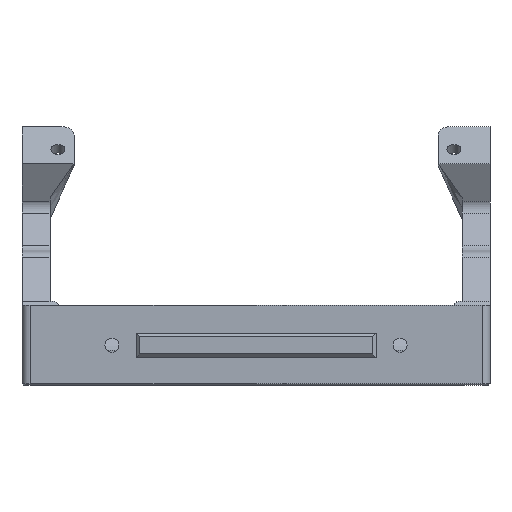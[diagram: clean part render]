
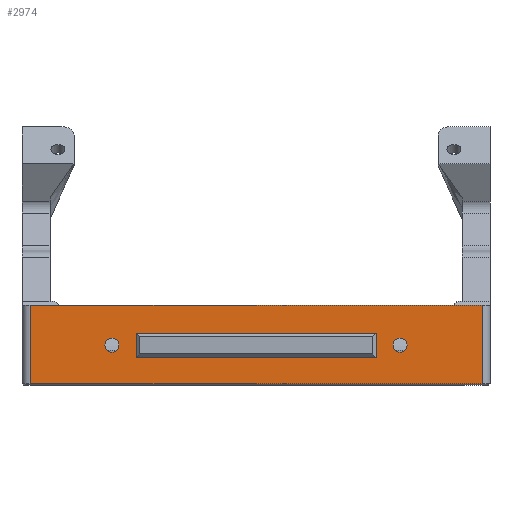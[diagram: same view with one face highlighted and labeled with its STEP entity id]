
A CAD part, front view. The second image highlights one B-rep face of the part: STEP entity #2974.
In plain terms, the highlighted planar face has unit normal (0, -1, 0).
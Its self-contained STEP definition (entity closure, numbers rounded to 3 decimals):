
#95=FACE_BOUND('',#411,.T.);
#96=FACE_BOUND('',#412,.T.);
#97=FACE_BOUND('',#413,.T.);
#153=CIRCLE('',#3170,1.75);
#154=CIRCLE('',#3171,1.75);
#249=FACE_OUTER_BOUND('',#410,.T.);
#410=EDGE_LOOP('',(#2100,#2101,#2102,#2103));
#411=EDGE_LOOP('',(#2104,#2105,#2106,#2107));
#412=EDGE_LOOP('',(#2108));
#413=EDGE_LOOP('',(#2109));
#642=LINE('',#4452,#968);
#645=LINE('',#4461,#971);
#646=LINE('',#4463,#972);
#647=LINE('',#4464,#973);
#648=LINE('',#4467,#974);
#649=LINE('',#4469,#975);
#650=LINE('',#4471,#976);
#651=LINE('',#4472,#977);
#968=VECTOR('',#3545,10.);
#971=VECTOR('',#3556,10.);
#972=VECTOR('',#3557,10.);
#973=VECTOR('',#3558,10.);
#974=VECTOR('',#3559,10.);
#975=VECTOR('',#3560,10.);
#976=VECTOR('',#3561,10.);
#977=VECTOR('',#3562,10.);
#1300=VERTEX_POINT('',#4446);
#1301=VERTEX_POINT('',#4450);
#1303=VERTEX_POINT('',#4460);
#1304=VERTEX_POINT('',#4462);
#1305=VERTEX_POINT('',#4465);
#1306=VERTEX_POINT('',#4466);
#1307=VERTEX_POINT('',#4468);
#1308=VERTEX_POINT('',#4470);
#1309=VERTEX_POINT('',#4473);
#1310=VERTEX_POINT('',#4475);
#1609=EDGE_CURVE('',#1301,#1300,#642,.T.);
#1613=EDGE_CURVE('',#1303,#1301,#645,.T.);
#1614=EDGE_CURVE('',#1304,#1303,#646,.T.);
#1615=EDGE_CURVE('',#1300,#1304,#647,.T.);
#1616=EDGE_CURVE('',#1305,#1306,#648,.T.);
#1617=EDGE_CURVE('',#1306,#1307,#649,.T.);
#1618=EDGE_CURVE('',#1307,#1308,#650,.T.);
#1619=EDGE_CURVE('',#1308,#1305,#651,.T.);
#1620=EDGE_CURVE('',#1309,#1309,#153,.T.);
#1621=EDGE_CURVE('',#1310,#1310,#154,.T.);
#2100=ORIENTED_EDGE('',*,*,#1609,.F.);
#2101=ORIENTED_EDGE('',*,*,#1613,.F.);
#2102=ORIENTED_EDGE('',*,*,#1614,.F.);
#2103=ORIENTED_EDGE('',*,*,#1615,.F.);
#2104=ORIENTED_EDGE('',*,*,#1616,.T.);
#2105=ORIENTED_EDGE('',*,*,#1617,.T.);
#2106=ORIENTED_EDGE('',*,*,#1618,.T.);
#2107=ORIENTED_EDGE('',*,*,#1619,.T.);
#2108=ORIENTED_EDGE('',*,*,#1620,.T.);
#2109=ORIENTED_EDGE('',*,*,#1621,.T.);
#2875=PLANE('',#3169);
#2974=ADVANCED_FACE('',(#249,#95,#96,#97),#2875,.T.);
#3169=AXIS2_PLACEMENT_3D('',#4459,#3554,#3555);
#3170=AXIS2_PLACEMENT_3D('',#4474,#3563,#3564);
#3171=AXIS2_PLACEMENT_3D('',#4476,#3565,#3566);
#3545=DIRECTION('',(-1.,0.,0.));
#3554=DIRECTION('center_axis',(0.,-1.,0.));
#3555=DIRECTION('ref_axis',(0.,0.,-1.));
#3556=DIRECTION('',(0.,0.,-1.));
#3557=DIRECTION('',(1.,0.,0.));
#3558=DIRECTION('',(0.,0.,1.));
#3559=DIRECTION('',(0.,0.,-1.));
#3560=DIRECTION('',(-1.,0.,0.));
#3561=DIRECTION('',(0.,0.,1.));
#3562=DIRECTION('',(1.,0.,0.));
#3563=DIRECTION('center_axis',(0.,1.,0.));
#3564=DIRECTION('ref_axis',(-1.,0.,0.));
#3565=DIRECTION('center_axis',(0.,1.,0.));
#3566=DIRECTION('ref_axis',(-1.,0.,0.));
#4446=CARTESIAN_POINT('',(2.,-66.,0.4));
#4450=CARTESIAN_POINT('',(115.,-66.,0.4));
#4452=CARTESIAN_POINT('',(0.,-66.,0.4));
#4459=CARTESIAN_POINT('Origin',(0.,-66.,20.));
#4460=CARTESIAN_POINT('',(115.,-66.,20.));
#4461=CARTESIAN_POINT('',(115.,-66.,15.));
#4462=CARTESIAN_POINT('',(2.,-66.,20.));
#4463=CARTESIAN_POINT('',(0.,-66.,20.));
#4464=CARTESIAN_POINT('',(2.,-66.,15.));
#4465=CARTESIAN_POINT('',(88.5,-66.,13.));
#4466=CARTESIAN_POINT('',(88.5,-66.,7.));
#4467=CARTESIAN_POINT('',(88.5,-66.,13.5));
#4468=CARTESIAN_POINT('',(28.5,-66.,7.));
#4469=CARTESIAN_POINT('',(14.25,-66.,7.));
#4470=CARTESIAN_POINT('',(28.5,-66.,13.));
#4471=CARTESIAN_POINT('',(28.5,-66.,16.5));
#4472=CARTESIAN_POINT('',(44.25,-66.,13.));
#4473=CARTESIAN_POINT('',(24.25,-66.,10.));
#4474=CARTESIAN_POINT('Origin',(22.5,-66.,10.));
#4475=CARTESIAN_POINT('',(96.25,-66.,10.));
#4476=CARTESIAN_POINT('Origin',(94.5,-66.,10.));
